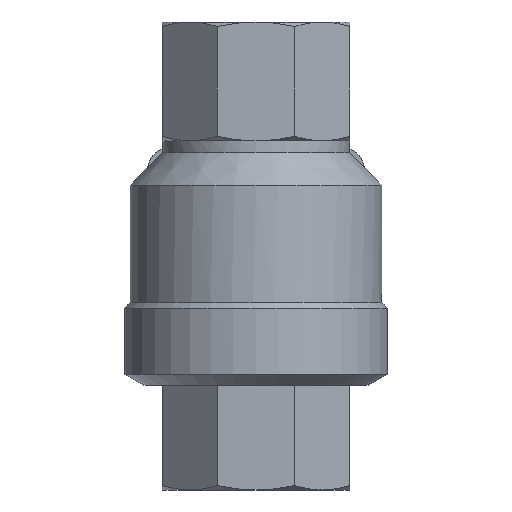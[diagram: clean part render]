
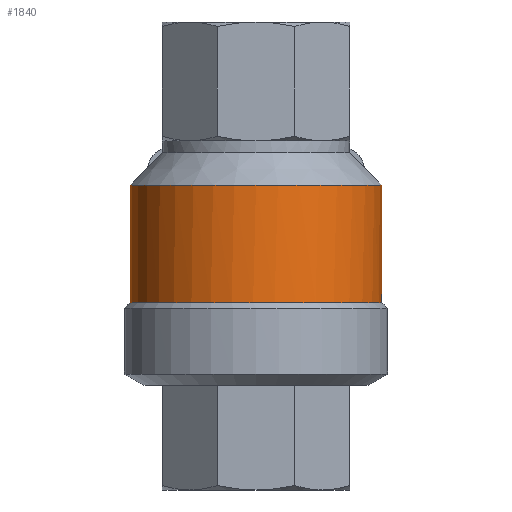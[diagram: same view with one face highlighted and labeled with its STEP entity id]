
A CAD part, front view. The second image highlights one B-rep face of the part: STEP entity #1840.
In plain terms, the highlighted cylindrical face has radius 21.5 mm (diameter 43 mm), a full revolution.
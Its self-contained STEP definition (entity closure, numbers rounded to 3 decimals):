
#21=CYLINDRICAL_SURFACE('',#1985,21.5);
#92=CIRCLE('',#1986,21.5);
#93=CIRCLE('',#1987,21.5);
#511=ORIENTED_EDGE('',*,*,#1047,.F.);
#512=ORIENTED_EDGE('',*,*,#1048,.F.);
#513=ORIENTED_EDGE('',*,*,#1049,.T.);
#1047=EDGE_CURVE('',#1310,#1311,#92,.T.);
#1048=EDGE_CURVE('',#1311,#1310,#1430,.T.);
#1049=EDGE_CURVE('',#1312,#1312,#93,.T.);
#1310=VERTEX_POINT('',#2859);
#1311=VERTEX_POINT('',#2860);
#1312=VERTEX_POINT('',#2881);
#1430=B_SPLINE_CURVE_WITH_KNOTS('',3,(#2861,#2862,#2863,#2864,#2865,#2866,
#2867,#2868,#2869,#2870,#2871,#2872,#2873,#2874,#2875,#2876,#2877,#2878,
#2879),.UNSPECIFIED.,.F.,.F.,(4,1,1,1,1,1,1,1,1,1,1,1,1,1,1,1,4),(0.01,
0.013,0.017,0.02,0.024,
0.027,0.031,0.034,0.037,
0.041,0.044,0.048,0.051,
0.055,0.058,0.062,0.065),
 .UNSPECIFIED.);
#1498=EDGE_LOOP('',(#511,#512));
#1499=EDGE_LOOP('',(#513));
#1640=FACE_BOUND('',#1498,.T.);
#1641=FACE_BOUND('',#1499,.T.);
#1840=ADVANCED_FACE('',(#1640,#1641),#21,.T.);
#1985=AXIS2_PLACEMENT_3D('',#2857,#2256,#2257);
#1986=AXIS2_PLACEMENT_3D('',#2858,#2258,#2259);
#1987=AXIS2_PLACEMENT_3D('',#2880,#2260,#2261);
#2256=DIRECTION('',(0.,0.,-1.));
#2257=DIRECTION('',(-1.,0.,0.));
#2258=DIRECTION('',(0.,0.,-1.));
#2259=DIRECTION('',(-1.,0.,0.));
#2260=DIRECTION('',(0.,0.,-1.));
#2261=DIRECTION('',(-1.,0.,0.));
#2857=CARTESIAN_POINT('',(0.,0.,-80.));
#2858=CARTESIAN_POINT('',(0.,0.,-47.965));
#2859=CARTESIAN_POINT('',(8.638,19.688,-47.965));
#2860=CARTESIAN_POINT('',(-8.638,19.688,-47.965));
#2861=CARTESIAN_POINT('',(-8.638,19.688,-47.965));
#2862=CARTESIAN_POINT('',(-9.389,19.359,-47.151));
#2863=CARTESIAN_POINT('',(-10.664,18.696,-45.307));
#2864=CARTESIAN_POINT('',(-11.746,18.011,-42.034));
#2865=CARTESIAN_POINT('',(-11.83,17.953,-38.518));
#2866=CARTESIAN_POINT('',(-10.891,18.56,-35.17));
#2867=CARTESIAN_POINT('',(-9.092,19.532,-32.311));
#2868=CARTESIAN_POINT('',(-6.581,20.539,-30.074));
#2869=CARTESIAN_POINT('',(-3.503,21.301,-28.609));
#2870=CARTESIAN_POINT('',(-0.035,21.597,-28.076));
#2871=CARTESIAN_POINT('',(3.446,21.312,-28.589));
#2872=CARTESIAN_POINT('',(6.557,20.548,-30.056));
#2873=CARTESIAN_POINT('',(9.074,19.54,-32.29));
#2874=CARTESIAN_POINT('',(10.877,18.568,-35.141));
#2875=CARTESIAN_POINT('',(11.825,17.957,-38.476));
#2876=CARTESIAN_POINT('',(11.753,18.006,-42.));
#2877=CARTESIAN_POINT('',(10.671,18.691,-45.296));
#2878=CARTESIAN_POINT('',(9.393,19.357,-47.146));
#2879=CARTESIAN_POINT('',(8.638,19.688,-47.965));
#2880=CARTESIAN_POINT('',(0.,0.,-27.865));
#2881=CARTESIAN_POINT('',(-21.5,0.,-27.865));
